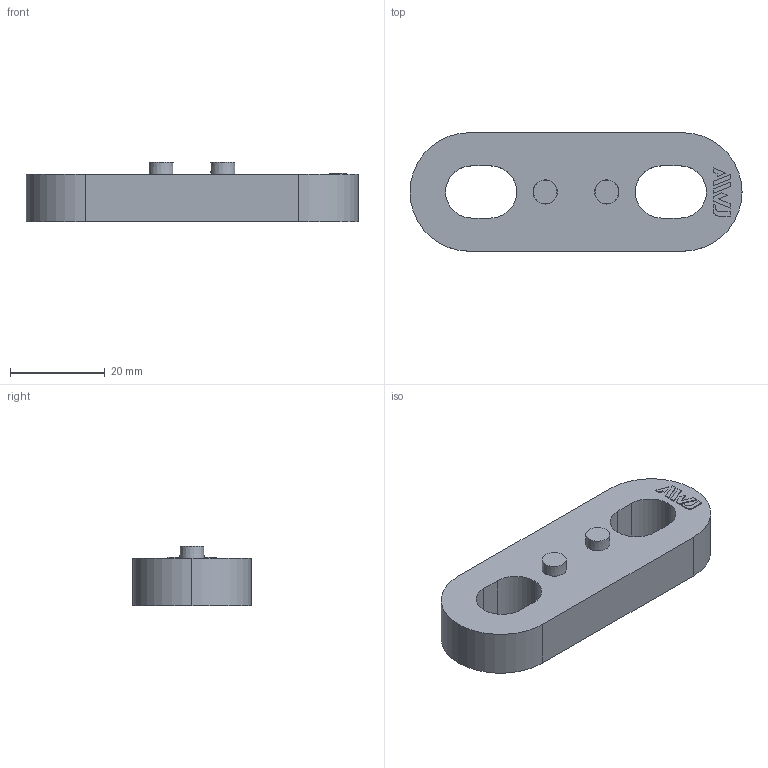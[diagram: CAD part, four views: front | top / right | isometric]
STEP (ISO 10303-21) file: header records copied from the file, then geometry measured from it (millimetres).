
FILE_DESCRIPTION( ( 'STEP AP203' ), '1' );
FILE_NAME( 'SG20.step', '2022-07-19T04:22:23', ( ' ' ), ( ' ' ), 'XStep 1.0', ' ', ' ' );
FILE_SCHEMA( ( 'CONFIG_CONTROL_DESIGN' ) );
Length unit declared in the file: millimetre
Products named in the file (1): 1
Bounding box: 70 x 25 x 12.5 mm (x, y, z)
Volume: 9346.1 mm3; surface area: 9374 mm2
Topology: 1 solids, 1 shells, 216 faces, 546 edges, 366 vertices
Faces by surface type: plane 176, cylinder 38, cone 2
Full cylindrical faces by diameter (mm): 3.5 x4
Entity records: 6406 total; most frequent: CARTESIAN_POINT 1111, ORIENTED_EDGE 1068, DIRECTION 1048, EDGE_CURVE 534, LINE 454, VECTOR 454, VERTEX_POINT 360, AXIS2_PLACEMENT_3D 297
